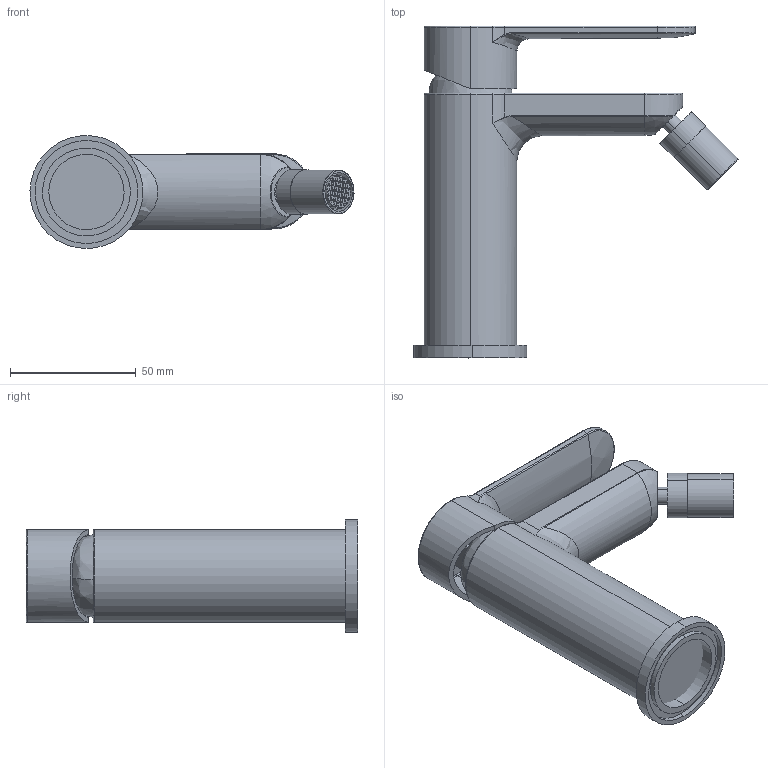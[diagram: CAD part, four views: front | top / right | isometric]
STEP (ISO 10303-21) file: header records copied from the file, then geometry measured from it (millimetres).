
FILE_DESCRIPTION (( 'STEP AP214' ), '1' );
FILE_NAME ('27086.STEP', '2023-10-13T15:22:25', ( '' ), ( '' ), 'SwSTEP 2.0', 'SolidWorks 2018', '' );
FILE_SCHEMA (( 'AUTOMOTIVE_DESIGN' ));
Length unit declared in the file: millimetre
Products named in the file (1): 27086
Bounding box: 129.08 x 132.2 x 44.98 mm (x, y, z)
Surface area: 37608.5 mm2 (no closed solid volume)
Topology: 0 solids, 7 shells, 274 faces, 802 edges, 536 vertices
Faces by surface type: plane 194, cylinder 42, torus 20, bspline 14, sphere 2, cone 2
Entity records: 12526 total; most frequent: CARTESIAN_POINT 2389, DIRECTION 1435, ORIENTED_EDGE 1318, EDGE_CURVE 798, LINE 627, VECTOR 627, VERTEX_POINT 536, AXIS2_PLACEMENT_3D 404
